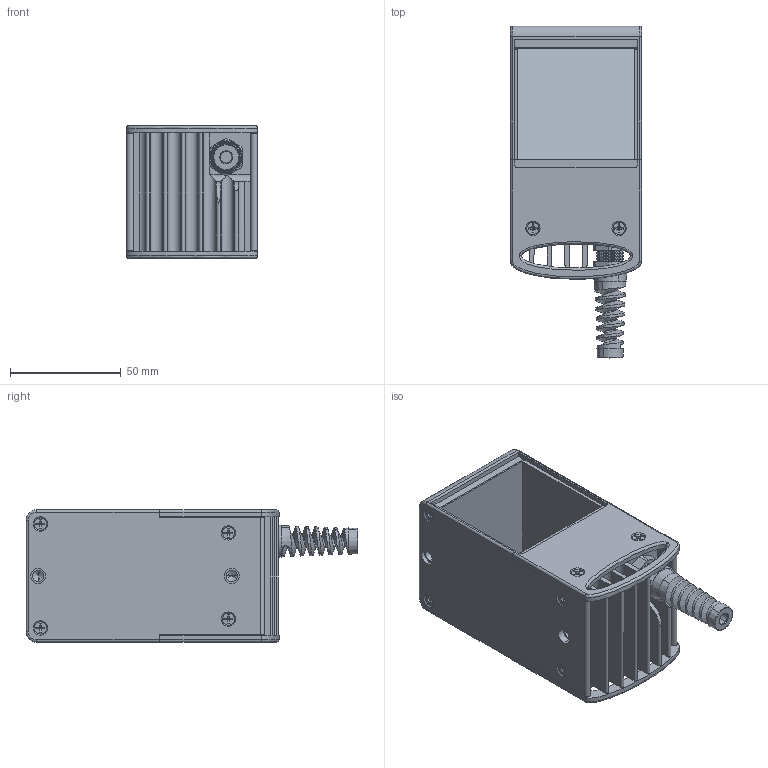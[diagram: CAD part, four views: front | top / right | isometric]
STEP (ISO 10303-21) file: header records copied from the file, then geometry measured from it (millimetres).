
FILE_DESCRIPTION((''),'2;1');
FILE_NAME('148996_SM01_ASM','2025-07-28T15:37:46',('banengservice'),('BANNER ENGINEERING'),'CREO PARAMETRIC BY PTC INC, 2022414','CREO PARAMETRIC BY PTC INC, 2022414','');
FILE_SCHEMA(('CONFIG_CONTROL_DESIGN'));
Length unit declared in the file: millimetre
Products named in the file (2): 148996_EP01; 148996_SM01_ASM
Assembly tree (1 placements, depth 2):
  148996_SM01_ASM
    148996_EP01
Bounding box: 59.26 x 150.09 x 59.86 mm (x, y, z)
Volume: 196843 mm3; surface area: 66147.8 mm2
Topology: 1 solids, 1 shells, 646 faces, 1822 edges, 1180 vertices
Faces by surface type: plane 377, cylinder 147, cone 100, bspline 8, torus 8, extrusion 6
Entity records: 27300 total; most frequent: CARTESIAN_POINT 11021, ORIENTED_EDGE 3628, DIRECTION 3091, EDGE_CURVE 1814, VERTEX_POINT 1180, AXIS2_PLACEMENT_3D 1074, VECTOR 943, LINE 937
